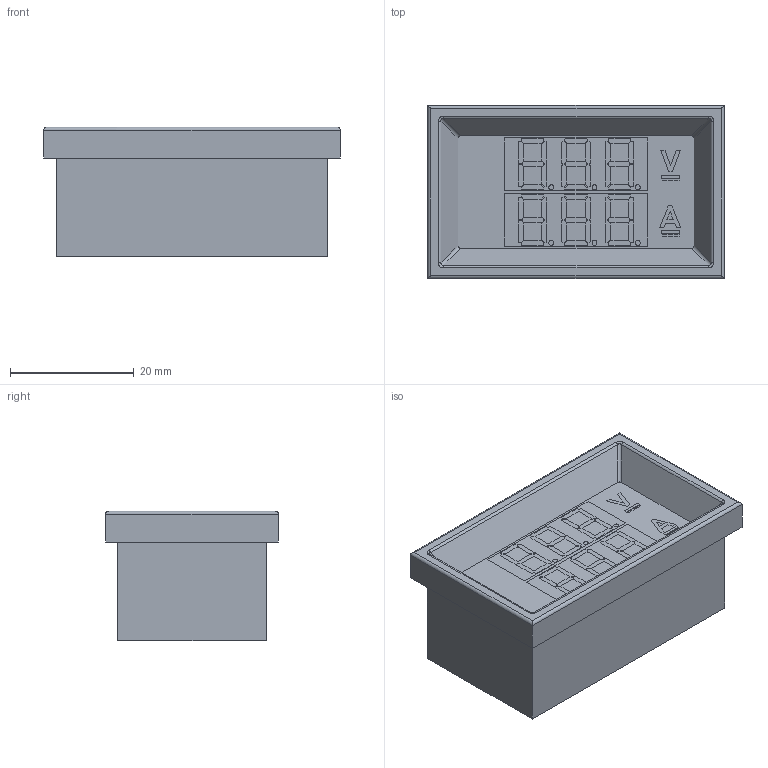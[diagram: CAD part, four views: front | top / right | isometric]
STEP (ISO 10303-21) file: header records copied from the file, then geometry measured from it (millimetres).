
FILE_DESCRIPTION (( 'STEP AP214' ), '1' );
FILE_NAME ('Voltmeter Ammeter DC.STEP', '2020-10-31T11:35:33', ( '' ), ( '' ), 'SwSTEP 2.0', 'SolidWorks 2016', '' );
FILE_SCHEMA (( 'AUTOMOTIVE_DESIGN' ));
Length unit declared in the file: millimetre
Products named in the file (1): Voltmeter Ammeter DC
Bounding box: 48 x 28 x 21 mm (x, y, z)
Volume: 8920.8 mm3; surface area: 7428.3 mm2
Topology: 1 solids, 1 shells, 98 faces, 658 edges, 626 vertices
Faces by surface type: plane 82, cylinder 12, bspline 4
Entity records: 7829 total; most frequent: CARTESIAN_POINT 1499, ORIENTED_EDGE 1316, DIRECTION 1104, EDGE_CURVE 658, VERTEX_POINT 626, VECTOR 370, LINE 370, AXIS2_PLACEMENT_3D 367
